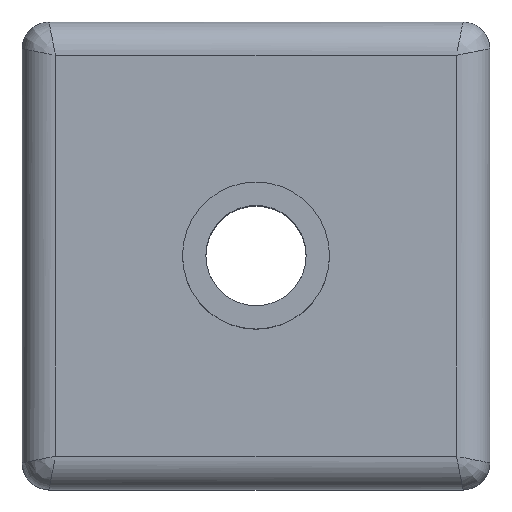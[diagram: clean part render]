
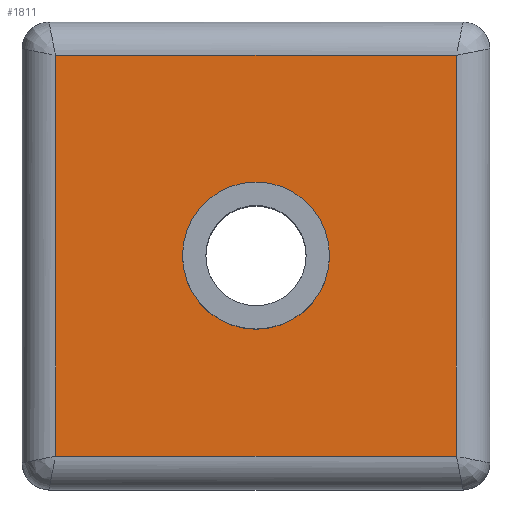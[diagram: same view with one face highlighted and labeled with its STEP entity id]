
A CAD part, top view. The second image highlights one B-rep face of the part: STEP entity #1811.
In plain terms, the highlighted planar face has unit normal (0, 0, 1).
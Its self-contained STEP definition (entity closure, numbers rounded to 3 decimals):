
#61=FACE_BOUND('',#338,.T.);
#105=CIRCLE('',#1992,11.);
#224=FACE_OUTER_BOUND('',#337,.T.);
#337=EDGE_LOOP('',(#1364,#1365,#1366,#1367));
#338=EDGE_LOOP('',(#1368));
#481=LINE('',#2885,#654);
#482=LINE('',#2887,#655);
#483=LINE('',#2889,#656);
#484=LINE('',#2890,#657);
#654=VECTOR('',#2324,10.);
#655=VECTOR('',#2325,10.);
#656=VECTOR('',#2326,10.);
#657=VECTOR('',#2327,10.);
#828=VERTEX_POINT('',#2878);
#829=VERTEX_POINT('',#2883);
#830=VERTEX_POINT('',#2884);
#831=VERTEX_POINT('',#2886);
#832=VERTEX_POINT('',#2888);
#1026=EDGE_CURVE('',#828,#828,#105,.T.);
#1027=EDGE_CURVE('',#829,#830,#481,.T.);
#1028=EDGE_CURVE('',#831,#829,#482,.T.);
#1029=EDGE_CURVE('',#832,#831,#483,.T.);
#1030=EDGE_CURVE('',#830,#832,#484,.T.);
#1364=ORIENTED_EDGE('',*,*,#1027,.F.);
#1365=ORIENTED_EDGE('',*,*,#1028,.F.);
#1366=ORIENTED_EDGE('',*,*,#1029,.F.);
#1367=ORIENTED_EDGE('',*,*,#1030,.F.);
#1368=ORIENTED_EDGE('',*,*,#1026,.T.);
#1734=PLANE('',#1994);
#1811=ADVANCED_FACE('',(#224,#61),#1734,.T.);
#1992=AXIS2_PLACEMENT_3D('',#2880,#2318,#2319);
#1994=AXIS2_PLACEMENT_3D('',#2882,#2322,#2323);
#2318=DIRECTION('center_axis',(0.,0.,-1.));
#2319=DIRECTION('ref_axis',(-1.,0.,0.));
#2322=DIRECTION('center_axis',(0.,0.,1.));
#2323=DIRECTION('ref_axis',(1.,0.,0.));
#2324=DIRECTION('',(0.,1.,0.));
#2325=DIRECTION('',(-1.,0.,0.));
#2326=DIRECTION('',(0.,-1.,0.));
#2327=DIRECTION('',(1.,0.,0.));
#2878=CARTESIAN_POINT('',(11.,0.,56.));
#2880=CARTESIAN_POINT('Origin',(0.,0.,56.));
#2882=CARTESIAN_POINT('Origin',(0.,0.,
56.));
#2883=CARTESIAN_POINT('',(-30.,-30.,56.));
#2884=CARTESIAN_POINT('',(-30.,30.,56.));
#2885=CARTESIAN_POINT('',(-30.,15.5,56.));
#2886=CARTESIAN_POINT('',(30.,-30.,56.));
#2887=CARTESIAN_POINT('',(-15.5,-30.,56.));
#2888=CARTESIAN_POINT('',(30.,30.,56.));
#2889=CARTESIAN_POINT('',(30.,-15.5,56.));
#2890=CARTESIAN_POINT('',(15.5,30.,56.));
